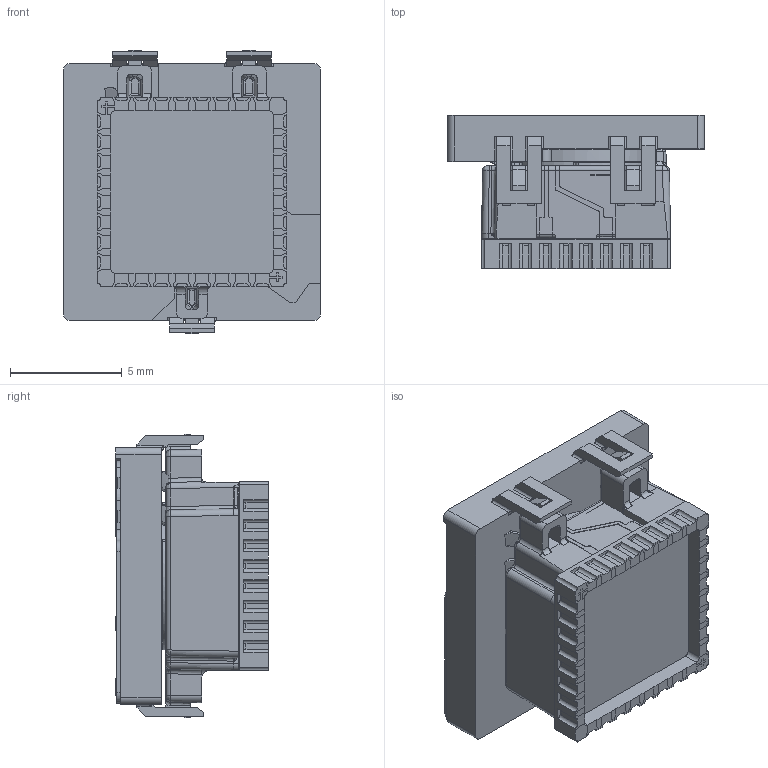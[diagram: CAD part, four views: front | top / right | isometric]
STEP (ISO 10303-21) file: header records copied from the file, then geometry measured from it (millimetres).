
FILE_DESCRIPTION(/* description */ (''),/* implementation_level */ '2;1');
FILE_NAME(/* name */ '68a78fb5-6439-4d23-9d20-134b86dbeab3.stp',/* time_stamp */ '2018-06-05T12:31:01+00:00',/* author */ (''),/* organization */ (''),/* preprocessor_version */ 'ST-DEVELOPER v17',/* originating_system */ 'Autodesk Translation Framework v7.1.0.215',/* authorisation */ '');
FILE_SCHEMA (('AUTOMOTIVE_DESIGN { 1 0 10303 214 3 1 1 }'));
Products named in the file (4): Lepton 3.x; Lepton Base, Export_Export; Assy, Housing, 160x120 Lens, Lepton 3; Emissive Shutter, Lepton, Export
Assembly tree (3 placements, depth 2):
  Lepton 3.x
    Lepton Base, Export_Export
    Assy, Housing, 160x120 Lens, Lepton 3
    Emissive Shutter, Lepton, Export
Bounding box: 11.5 x 6.83 x 12.7 mm (x, y, z)
Volume: 512.7 mm3; surface area: 1115.3 mm2
Topology: 12 solids, 16 shells, 1510 faces, 4230 edges, 2770 vertices
Faces by surface type: plane 734, cylinder 508, bspline 212, cone 28, torus 25, sphere 3
Full cylindrical faces by diameter (mm): 0.2 x1, 0.4 x2, 0.6 x6, 0.7 x4, 0.8 x8, 1 x1, 1.83 x1, 2.74 x1, 3.2 x1, 3.79 x1, 4.5 x2, 4.59 x3, 4.661 x2, 5.061 x3, 5.69 x1, 5.73 x1
Entity records: 64154 total; most frequent: CARTESIAN_POINT 24422, ORIENTED_EDGE 8438, DIRECTION 7877, EDGE_CURVE 4219, VERTEX_POINT 2770, AXIS2_PLACEMENT_3D 2654, LINE 2569, VECTOR 2569
